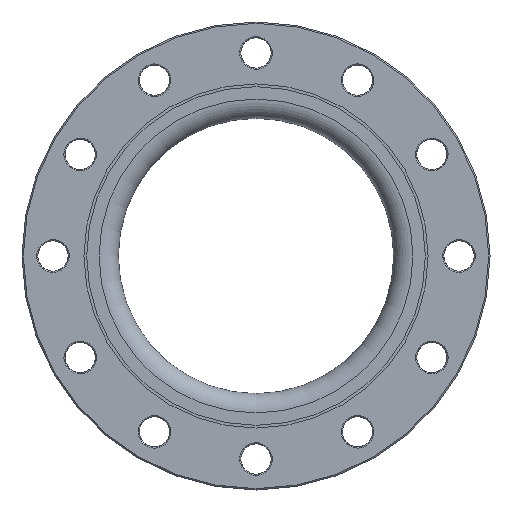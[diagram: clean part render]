
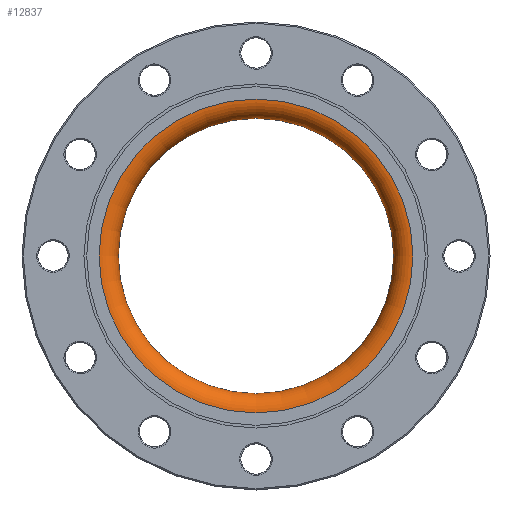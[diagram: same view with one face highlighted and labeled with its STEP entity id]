
A CAD part, left-side view. The second image highlights one B-rep face of the part: STEP entity #12837.
In plain terms, the highlighted toroidal (fillet/blend) face has major radius 114 mm and minor radius 14 mm.
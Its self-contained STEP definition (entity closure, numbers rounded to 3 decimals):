
#12154=CARTESIAN_POINT('',(-65.,-0.,-114.));
#12155=VERTEX_POINT('',#12154);
#12156=CARTESIAN_POINT('',(-65.,0.,0.));
#12157=DIRECTION('',(1.,0.,0.));
#12158=DIRECTION('',(0.,0.,-1.));
#12159=AXIS2_PLACEMENT_3D('',#12156,#12157,#12158);
#12160=CIRCLE('',#12159,114.);
#12161=EDGE_CURVE('',#12155,#12155,#12160,.T.);
#12176=CARTESIAN_POINT('',(-51.,-0.,-100.));
#12177=VERTEX_POINT('',#12176);
#12201=CARTESIAN_POINT('',(-51.,0.,0.));
#12202=DIRECTION('',(-1.,-0.,-0.));
#12203=DIRECTION('',(0.,0.,-1.));
#12204=AXIS2_PLACEMENT_3D('',#12201,#12202,#12203);
#12205=CIRCLE('',#12204,100.);
#12206=EDGE_CURVE('',#12177,#12177,#12205,.T.);
#12820=CARTESIAN_POINT('',(-51.,0.,0.));
#12821=DIRECTION('',(1.,0.,0.));
#12822=DIRECTION('',(0.,0.,-1.));
#12823=AXIS2_PLACEMENT_3D('',#12820,#12821,#12822);
#12824=TOROIDAL_SURFACE('',#12823,114.,14.);
#12825=CARTESIAN_POINT('',(-51.,0.,-114.));
#12826=DIRECTION('',(-0.,1.,-0.));
#12827=DIRECTION('',(0.,0.,-1.));
#12828=AXIS2_PLACEMENT_3D('',#12825,#12826,#12827);
#12829=CIRCLE('',#12828,14.);
#12830=EDGE_CURVE('',#12155,#12177,#12829,.T.);
#12831=ORIENTED_EDGE('',*,*,#12830,.T.);
#12832=ORIENTED_EDGE('',*,*,#12206,.F.);
#12833=ORIENTED_EDGE('',*,*,#12830,.F.);
#12834=ORIENTED_EDGE('',*,*,#12161,.F.);
#12835=EDGE_LOOP('',(#12831,#12832,#12833,#12834));
#12836=FACE_BOUND('',#12835,.T.);
#12837=ADVANCED_FACE('',(#12836),#12824,.T.);
